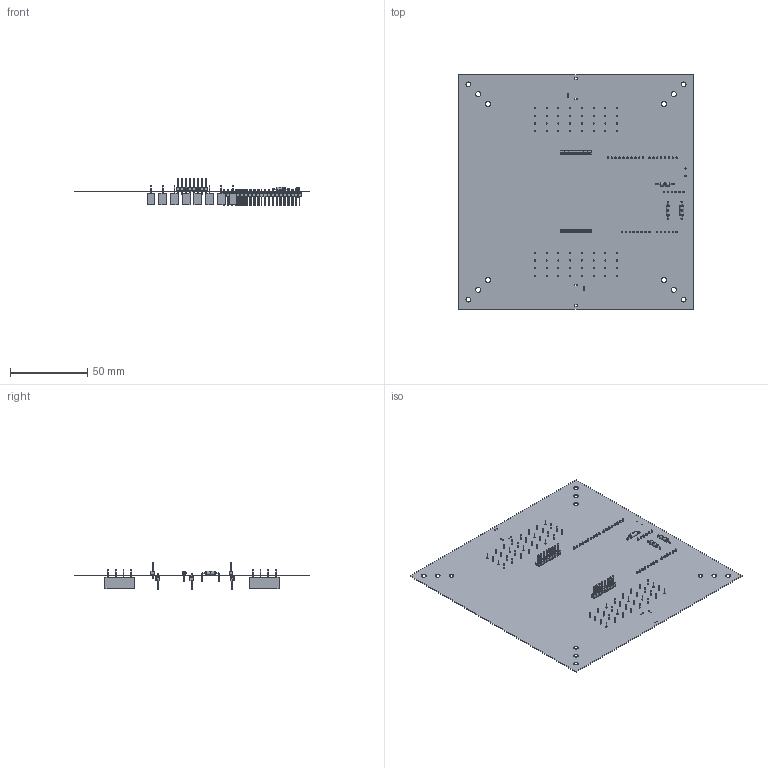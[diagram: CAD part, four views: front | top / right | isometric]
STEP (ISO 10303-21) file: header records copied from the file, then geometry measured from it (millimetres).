
FILE_DESCRIPTION(('Open CASCADE Model'),'2;1');
FILE_NAME('Open CASCADE Shape Model','2024-09-10T15:57:11',('Author'),( 'Open CASCADE'),'Open CASCADE STEP processor 7.5','Open CASCADE 7.5' ,'Unknown');
FILE_SCHEMA(('AUTOMOTIVE_DESIGN { 1 0 10303 214 1 1 1 1 }'));
Length unit declared in the file: millimetre
Products named in the file (44): PCB; Board; Open CASCADE STEP translator 7.5 2.1.1; U9; 6115817360; U8; U7; U6; U5; U4; U3; U2; J3; TSW-108-07-G-S; TSW-108-07-G-S_body; T-1S6-07-TSW-1-07-8-S; U16; 6115816160; U15; U14; U13; U12; U11; U10; U1; R3; Res_Vishay_RLR07C1003FPRE5_eec; 1; 2; logo; J10; TSW-106-07-G-S; TSW-106-07-G-S_body; T-1S6-07-TSW-1-07-6-S; J6; R2; R1; J5; J4; J2 ...
Assembly tree (63 placements, depth 4):
  PCB
    Board
      Open CASCADE STEP translator 7.5 2.1.1
    U9
      6115817360
    U8
      6115817360
    U7
      6115817360
    U6
      6115817360
    U5
      6115817360
    U4
      6115817360
    U3
      6115817360
    U2
      6115817360
    J3
      TSW-108-07-G-S
        TSW-108-07-G-S_body
        T-1S6-07-TSW-1-07-8-S
    U16
      6115816160
    U15
      6115816160
    U14
      6115816160
    U13
      6115816160
    U12
      6115816160
    U11
      6115816160
    U10
      6115816160
    U1
      6115816160
    R3
      Res_Vishay_RLR07C1003FPRE5_eec
        1
        2
        logo
    J10
      TSW-106-07-G-S
        TSW-106-07-G-S_body
        T-1S6-07-TSW-1-07-6-S
    J6
      TSW-108-07-G-S
        TSW-108-07-G-S_body
        T-1S6-07-TSW-1-07-8-S
    R2
      Res_Vishay_RLR07C1003FPRE5_eec
        1
        2
        logo
    R1
      Res_Vishay_RLR07C1003FPRE5_eec
        1
Bounding box: 152.4 x 152.4 x 17.96 mm (x, y, z)
Volume: 22423.9 mm3; surface area: 59956.6 mm2
Topology: 128 solids, 128 shells, 3727 faces, 9195 edges, 5866 vertices
Faces by surface type: plane 3381, cylinder 256, bspline 72, torus 18
Full cylindrical faces by diameter (mm): 0.508 x64, 0.64 x12, 0.762 x64, 0.85 x6, 0.864 x2, 1.02 x54, 2.5 x3, 3.124 x12
Entity records: 49912 total; most frequent: CARTESIAN_POINT 9090, ORIENTED_EDGE 8194, DIRECTION 7715, EDGE_CURVE 4097, LINE 3645, VECTOR 3645, VERTEX_POINT 2614, AXIS2_PLACEMENT_3D 2035
